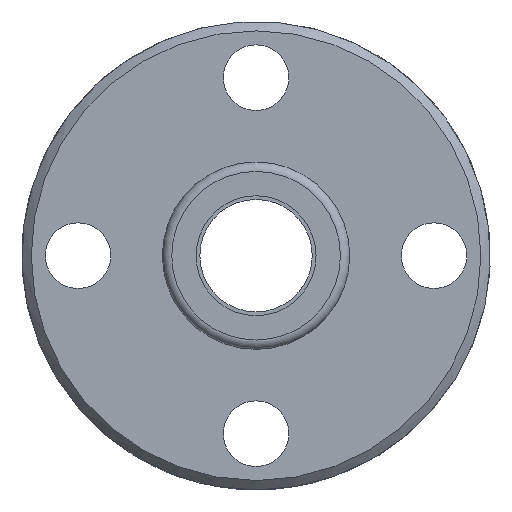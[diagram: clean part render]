
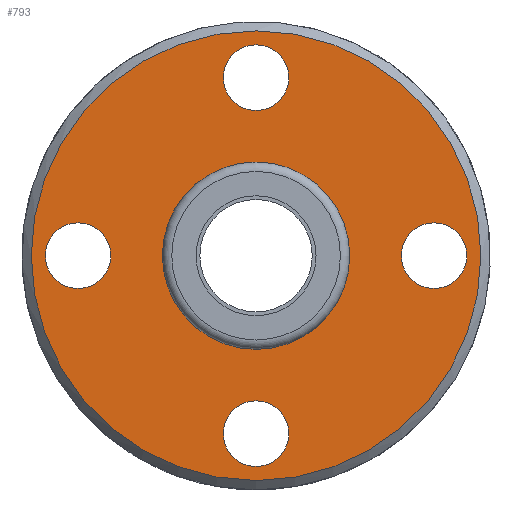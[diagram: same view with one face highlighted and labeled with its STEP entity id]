
A CAD part, left-side view. The second image highlights one B-rep face of the part: STEP entity #793.
In plain terms, the highlighted planar face has unit normal (-1, 0, 0).
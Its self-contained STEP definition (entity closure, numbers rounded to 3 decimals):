
#128=PLANE('',#886);
#201=ORIENTED_EDGE('',*,*,#408,.T.);
#202=ORIENTED_EDGE('',*,*,#409,.T.);
#203=ORIENTED_EDGE('',*,*,#410,.T.);
#204=ORIENTED_EDGE('',*,*,#411,.T.);
#205=ORIENTED_EDGE('',*,*,#412,.T.);
#206=ORIENTED_EDGE('',*,*,#368,.F.);
#368=EDGE_CURVE('',#474,#474,#548,.F.);
#408=EDGE_CURVE('',#514,#514,#572,.F.);
#409=EDGE_CURVE('',#515,#515,#573,.T.);
#410=EDGE_CURVE('',#516,#516,#574,.T.);
#411=EDGE_CURVE('',#517,#517,#575,.T.);
#412=EDGE_CURVE('',#518,#518,#576,.T.);
#474=VERTEX_POINT('',#1215);
#514=VERTEX_POINT('',#1303);
#515=VERTEX_POINT('',#1305);
#516=VERTEX_POINT('',#1307);
#517=VERTEX_POINT('',#1309);
#518=VERTEX_POINT('',#1311);
#548=CIRCLE('',#855,5.);
#572=CIRCLE('',#887,12.);
#573=CIRCLE('',#888,1.75);
#574=CIRCLE('',#889,1.75);
#575=CIRCLE('',#890,1.75);
#576=CIRCLE('',#891,1.75);
#613=EDGE_LOOP('',(#201));
#614=EDGE_LOOP('',(#202));
#615=EDGE_LOOP('',(#203));
#616=EDGE_LOOP('',(#204));
#617=EDGE_LOOP('',(#205));
#618=EDGE_LOOP('',(#206));
#699=FACE_BOUND('',#613,.T.);
#700=FACE_BOUND('',#614,.T.);
#701=FACE_BOUND('',#615,.T.);
#702=FACE_BOUND('',#616,.T.);
#703=FACE_BOUND('',#617,.T.);
#704=FACE_BOUND('',#618,.T.);
#793=ADVANCED_FACE('',(#699,#700,#701,#702,#703,#704),#128,.F.);
#855=AXIS2_PLACEMENT_3D('',#1214,#964,#965);
#886=AXIS2_PLACEMENT_3D('',#1301,#1042,#1043);
#887=AXIS2_PLACEMENT_3D('',#1302,#1044,#1045);
#888=AXIS2_PLACEMENT_3D('',#1304,#1046,#1047);
#889=AXIS2_PLACEMENT_3D('',#1306,#1048,#1049);
#890=AXIS2_PLACEMENT_3D('',#1308,#1050,#1051);
#891=AXIS2_PLACEMENT_3D('',#1310,#1052,#1053);
#964=DIRECTION('',(1.,0.,0.));
#965=DIRECTION('',(0.,0.,-1.));
#1042=DIRECTION('',(1.,0.,0.));
#1043=DIRECTION('',(0.,0.,-1.));
#1044=DIRECTION('',(1.,0.,0.));
#1045=DIRECTION('',(0.,0.,-1.));
#1046=DIRECTION('',(1.,0.,0.));
#1047=DIRECTION('',(0.,0.,-1.));
#1048=DIRECTION('',(1.,0.,0.));
#1049=DIRECTION('',(0.,0.,-1.));
#1050=DIRECTION('',(1.,0.,0.));
#1051=DIRECTION('',(0.,0.,-1.));
#1052=DIRECTION('',(1.,0.,0.));
#1053=DIRECTION('',(0.,0.,-1.));
#1214=CARTESIAN_POINT('',(-30.,0.,0.));
#1215=CARTESIAN_POINT('',(-30.,0.,-5.));
#1301=CARTESIAN_POINT('',(-30.,0.,0.));
#1302=CARTESIAN_POINT('',(-30.,0.,0.));
#1303=CARTESIAN_POINT('',(-30.,0.,-12.));
#1304=CARTESIAN_POINT('',(-30.,0.,9.5));
#1305=CARTESIAN_POINT('',(-30.,0.,7.75));
#1306=CARTESIAN_POINT('',(-30.,-9.5,0.));
#1307=CARTESIAN_POINT('',(-30.,-9.5,-1.75));
#1308=CARTESIAN_POINT('',(-30.,0.,-9.5));
#1309=CARTESIAN_POINT('',(-30.,0.,-11.25));
#1310=CARTESIAN_POINT('',(-30.,9.5,0.));
#1311=CARTESIAN_POINT('',(-30.,9.5,-1.75));
